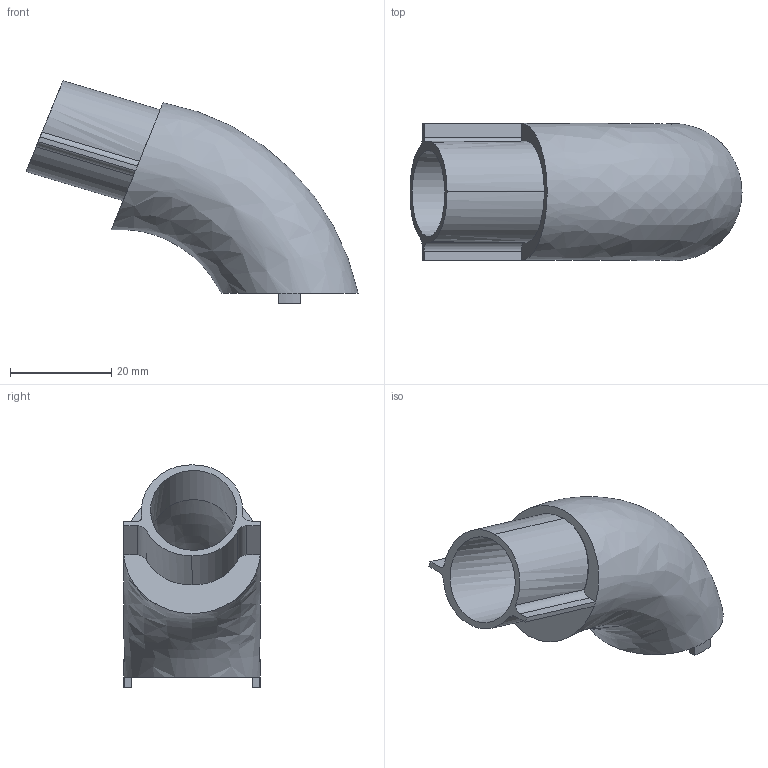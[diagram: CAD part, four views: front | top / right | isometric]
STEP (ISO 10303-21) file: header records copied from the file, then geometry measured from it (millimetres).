
FILE_DESCRIPTION(/* description */ (''),/* implementation_level */ '2;1');
FILE_NAME(/* name */ 'passage robinet.stp',/* time_stamp */ '2016-05-10T14:21:16+02:00',/* author */ ('Ropert'),/* organization */ (''),/* preprocessor_version */ 'ST-DEVELOPER v16.1',/* originating_system */ 'Autodesk Inventor 2016',/* authorisation */ '');
FILE_SCHEMA (('AUTOMOTIVE_DESIGN { 1 0 10303 214 3 1 1 }'));
Length unit declared in the file: millimetre
Products named in the file (1): passage robinet
Bounding box: 65.44 x 27 x 43.82 mm (x, y, z)
Volume: 12200.3 mm3; surface area: 9308.9 mm2
Topology: 1 solids, 1 shells, 42 faces, 120 edges, 73 vertices
Faces by surface type: plane 23, bspline 11, cylinder 8
Entity records: 1556 total; most frequent: CARTESIAN_POINT 450, ORIENTED_EDGE 240, DIRECTION 225, EDGE_CURVE 120, AXIS2_PLACEMENT_3D 88, VERTEX_POINT 73, LINE 49, VECTOR 49
